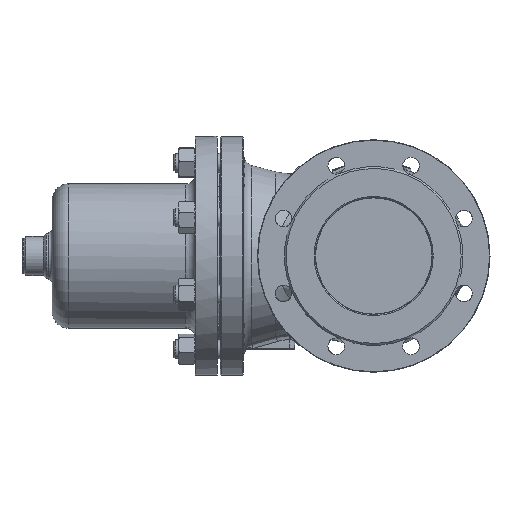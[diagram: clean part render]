
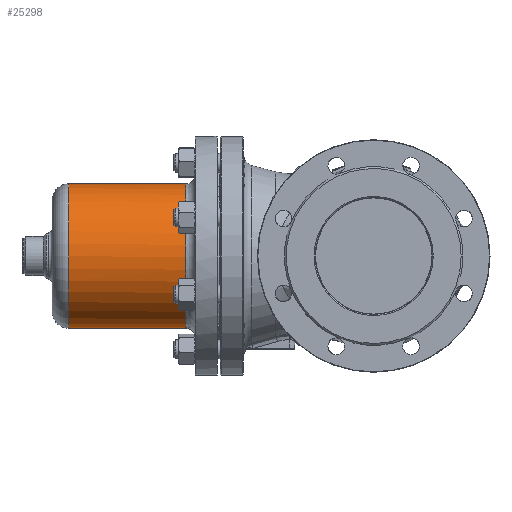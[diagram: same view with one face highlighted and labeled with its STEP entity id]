
A CAD part, left-side view. The second image highlights one B-rep face of the part: STEP entity #25298.
In plain terms, the highlighted cylindrical face has radius 77.5 mm (diameter 155 mm), a full revolution.
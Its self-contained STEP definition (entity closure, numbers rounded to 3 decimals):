
#66 = CARTESIAN_POINT ( 'NONE',  ( 76.879, 211.16, -9.8 ) ) ;
#504 = CARTESIAN_POINT ( 'NONE',  ( 76.04, 206.45, -14.976 ) ) ;
#1681 = EDGE_CURVE ( 'NONE', #3130, #3130, #8984, .T. ) ;
#1984 = EDGE_CURVE ( 'NONE', #20019, #25684, #10930, .T. ) ;
#3130 = VERTEX_POINT ( 'NONE', #26651 ) ;
#3370 = CARTESIAN_POINT ( 'NONE',  ( 77.022, 211.848, 8.607 ) ) ;
#3582 = CARTESIAN_POINT ( 'NONE',  ( 77.363, 213.408, 4.687 ) ) ;
#3776 = CARTESIAN_POINT ( 'NONE',  ( 75.651, 203.735, 16.846 ) ) ;
#6644 = CARTESIAN_POINT ( 'NONE',  ( 77.412, 213.619, -3.724 ) ) ;
#6861 = CARTESIAN_POINT ( 'NONE',  ( 76.665, 210.083, 11.373 ) ) ;
#7074 = CARTESIAN_POINT ( 'NONE',  ( 77.496, 213.981, 0.952 ) ) ;
#7277 = CARTESIAN_POINT ( 'NONE',  ( 77.5, 214.001, -0.929 ) ) ;
#8016 = DIRECTION ( 'NONE',  ( 0., -1., 0. ) ) ;
#8070 = ORIENTED_EDGE ( 'NONE', *, *, #33197, .F. ) ;
#8244 = CARTESIAN_POINT ( 'NONE',  ( 0., 328., 0. ) ) ;
#8385 = DIRECTION ( 'NONE',  ( 0., 0., -1. ) ) ;
#8984 = CIRCLE ( 'NONE', #29883, 77.5 ) ;
#9707 = CARTESIAN_POINT ( 'NONE',  ( 77.235, 212.835, 6.468 ) ) ;
#10139 = CARTESIAN_POINT ( 'NONE',  ( 76.974, 211.62, 9.024 ) ) ;
#10358 = CARTESIAN_POINT ( 'NONE',  ( 75.473, 202., 17.61 ) ) ;
#10563 = CARTESIAN_POINT ( 'NONE',  ( 76.978, 211.64, -8.99 ) ) ;
#10930 = B_SPLINE_CURVE_WITH_KNOTS ( 'NONE', 3,
 ( #10358, #3776, #23613, #42895, #40257, #40469, #6861, #12993, #20548, #10139, #3370, #27118, #9707, #3582, #23389, #26248, #13612, #7074, #26890, #7277, #16891, #36760, #6644, #16684, #33464, #36982, #43124, #20339, #10563, #66, #13200, #33663, #17100, #33888, #26669, #504, #22967, #39619, #23818, #13825, #37183, #19708 ),
 .UNSPECIFIED., .F., .F.,
 ( 4, 2, 2, 2, 2, 2, 2, 2, 2, 2, 2, 2, 2, 2, 2, 2, 2, 2, 2, 2, 4 ),
 ( 0., 0.006, 0.008, 0.011, 0.013, 0.014, 0.017, 0.02, 0.021, 0.023, 0.025, 0.027, 0.028, 0.031, 0.032, 0.034, 0.037, 0.039, 0.041, 0.042, 0.045 ),
 .UNSPECIFIED. ) ;
#12993 = CARTESIAN_POINT ( 'NONE',  ( 76.824, 210.885, 10.225 ) ) ;
#13200 = CARTESIAN_POINT ( 'NONE',  ( 76.827, 210.903, -10.199 ) ) ;
#13612 = CARTESIAN_POINT ( 'NONE',  ( 77.478, 213.907, 1.897 ) ) ;
#13825 = CARTESIAN_POINT ( 'NONE',  ( 75.66, 203.703, -16.793 ) ) ;
#16684 = CARTESIAN_POINT ( 'NONE',  ( 77.362, 213.4, -4.65 ) ) ;
#16891 = CARTESIAN_POINT ( 'NONE',  ( 77.483, 213.928, -1.864 ) ) ;
#17100 = CARTESIAN_POINT ( 'NONE',  ( 76.555, 209.504, -12.086 ) ) ;
#17318 = DIRECTION ( 'NONE',  ( 0., -1., 0. ) ) ;
#17917 = AXIS2_PLACEMENT_3D ( 'NONE', #36998, #21859, #8385 ) ;
#19225 = ORIENTED_EDGE ( 'NONE', *, *, #1681, .T. ) ;
#19708 = CARTESIAN_POINT ( 'NONE',  ( 75.473, 202., -17.61 ) ) ;
#20019 = VERTEX_POINT ( 'NONE', #37552 ) ;
#20339 = CARTESIAN_POINT ( 'NONE',  ( 77.025, 211.864, -8.578 ) ) ;
#20340 = FACE_OUTER_BOUND ( 'NONE', #34817, .T. ) ;
#20548 = CARTESIAN_POINT ( 'NONE',  ( 76.875, 211.139, 9.832 ) ) ;
#20713 = CARTESIAN_POINT ( 'NONE',  ( 75.473, 202., -17.61 ) ) ;
#21859 = DIRECTION ( 'NONE',  ( 0., -1., 0. ) ) ;
#22624 = AXIS2_PLACEMENT_3D ( 'NONE', #37829, #17318, #31261 ) ;
#22967 = CARTESIAN_POINT ( 'NONE',  ( 75.983, 206.071, -15.261 ) ) ;
#23389 = CARTESIAN_POINT ( 'NONE',  ( 77.414, 213.628, 3.775 ) ) ;
#23613 = CARTESIAN_POINT ( 'NONE',  ( 75.866, 205.332, 15.878 ) ) ;
#23818 = CARTESIAN_POINT ( 'NONE',  ( 75.818, 204.908, -16.061 ) ) ;
#25298 = ADVANCED_FACE ( 'NONE', ( #36983, #20340 ), #39827, .T. ) ;
#25684 = VERTEX_POINT ( 'NONE', #20713 ) ;
#26248 = CARTESIAN_POINT ( 'NONE',  ( 77.465, 213.85, 2.372 ) ) ;
#26651 = CARTESIAN_POINT ( 'NONE',  ( 0., 328., -77.5 ) ) ;
#26669 = CARTESIAN_POINT ( 'NONE',  ( 76.211, 207.547, -14.086 ) ) ;
#26890 = CARTESIAN_POINT ( 'NONE',  ( 77.5, 214., 0.481 ) ) ;
#27118 = CARTESIAN_POINT ( 'NONE',  ( 77.157, 212.481, 7.337 ) ) ;
#28508 = DIRECTION ( 'NONE',  ( 0., 0., -1. ) ) ;
#29883 = AXIS2_PLACEMENT_3D ( 'NONE', #8244, #8016, #28508 ) ;
#30414 = CIRCLE ( 'NONE', #17917, 77.5 ) ;
#31261 = DIRECTION ( 'NONE',  ( 0., 0., -1. ) ) ;
#33197 = EDGE_CURVE ( 'NONE', #20019, #25684, #30414, .T. ) ;
#33464 = CARTESIAN_POINT ( 'NONE',  ( 77.333, 213.273, -5.107 ) ) ;
#33663 = CARTESIAN_POINT ( 'NONE',  ( 76.667, 210.094, -11.36 ) ) ;
#33888 = CARTESIAN_POINT ( 'NONE',  ( 76.327, 208.231, -13.449 ) ) ;
#34817 = EDGE_LOOP ( 'NONE', ( #8070, #43167 ) ) ;
#36760 = CARTESIAN_POINT ( 'NONE',  ( 77.433, 213.71, -3.26 ) ) ;
#36982 = CARTESIAN_POINT ( 'NONE',  ( 77.236, 212.841, -6.453 ) ) ;
#36983 = FACE_OUTER_BOUND ( 'NONE', #40400, .T. ) ;
#36998 = CARTESIAN_POINT ( 'NONE',  ( 0., 202., 0. ) ) ;
#37183 = CARTESIAN_POINT ( 'NONE',  ( 75.562, 202.868, -17.228 ) ) ;
#37552 = CARTESIAN_POINT ( 'NONE',  ( 75.473, 202., 17.61 ) ) ;
#37829 = CARTESIAN_POINT ( 'NONE',  ( 0., 160., 0. ) ) ;
#39619 = CARTESIAN_POINT ( 'NONE',  ( 75.872, 205.301, -15.804 ) ) ;
#39827 = CYLINDRICAL_SURFACE ( 'NONE', #22624, 77.5 ) ;
#40257 = CARTESIAN_POINT ( 'NONE',  ( 76.325, 208.216, 13.464 ) ) ;
#40400 = EDGE_LOOP ( 'NONE', ( #19225 ) ) ;
#40469 = CARTESIAN_POINT ( 'NONE',  ( 76.553, 209.495, 12.097 ) ) ;
#42895 = CARTESIAN_POINT ( 'NONE',  ( 76.207, 207.519, 14.111 ) ) ;
#43124 = CARTESIAN_POINT ( 'NONE',  ( 77.158, 212.488, -7.32 ) ) ;
#43167 = ORIENTED_EDGE ( 'NONE', *, *, #1984, .T. ) ;
